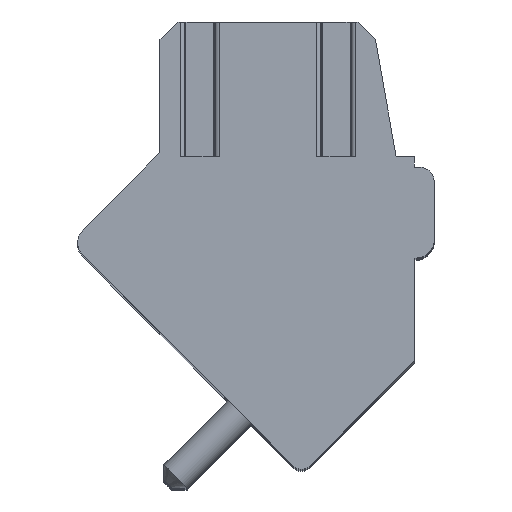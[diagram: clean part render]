
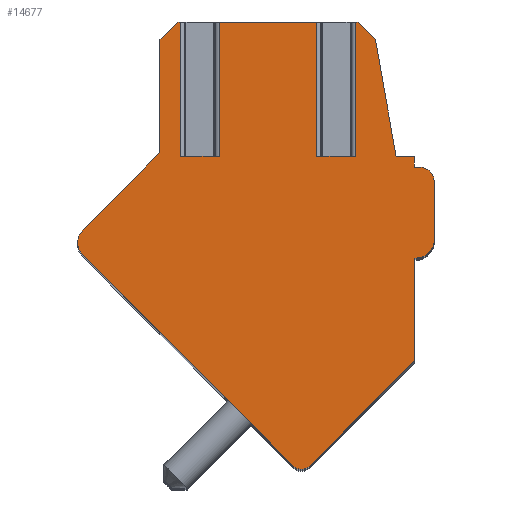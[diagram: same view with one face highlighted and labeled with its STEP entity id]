
A CAD part, top view. The second image highlights one B-rep face of the part: STEP entity #14677.
In plain terms, the highlighted planar face has unit normal (0, 0, 1).
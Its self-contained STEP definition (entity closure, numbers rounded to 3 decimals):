
#2127=DIRECTION('',(0.707,-0.707,0.));
#2128=VECTOR('',#2127,8.2);
#2129=CARTESIAN_POINT('',(-4.761,0.072,1.75));
#2130=LINE('',#2129,#2128);
#2434=DIRECTION('',(1.,0.,0.));
#2435=VECTOR('',#2434,1.07);
#2436=CARTESIAN_POINT('',(1.673,2.8,1.75));
#2437=LINE('',#2436,#2435);
#2438=DIRECTION('',(0.,1.,0.));
#2439=VECTOR('',#2438,3.7);
#2440=CARTESIAN_POINT('',(2.743,2.8,1.75));
#2441=LINE('',#2440,#2439);
#2442=DIRECTION('',(-1.,0.,0.));
#2443=VECTOR('',#2442,0.068);
#2444=CARTESIAN_POINT('',(2.811,6.5,1.75));
#2445=LINE('',#2444,#2443);
#2446=DIRECTION('',(-0.707,0.707,0.));
#2447=VECTOR('',#2446,0.677);
#2448=CARTESIAN_POINT('',(3.29,6.021,1.75));
#2449=LINE('',#2448,#2447);
#2450=DIRECTION('',(-0.174,0.985,0.));
#2451=VECTOR('',#2450,3.271);
#2452=CARTESIAN_POINT('',(3.858,2.8,1.75));
#2453=LINE('',#2452,#2451);
#2454=DIRECTION('',(-1.,0.,0.));
#2455=VECTOR('',#2454,0.5);
#2456=CARTESIAN_POINT('',(4.358,2.8,1.75));
#2457=LINE('',#2456,#2455);
#2458=DIRECTION('',(0.,1.,0.));
#2459=VECTOR('',#2458,0.3);
#2460=CARTESIAN_POINT('',(4.358,2.5,1.75));
#2461=LINE('',#2460,#2459);
#2462=DIRECTION('',(-1.,0.,0.));
#2463=VECTOR('',#2462,0.15);
#2464=CARTESIAN_POINT('',(4.508,2.5,1.75));
#2465=LINE('',#2464,#2463);
#2466=CARTESIAN_POINT('',(4.508,2.1,1.75));
#2467=DIRECTION('',(0.,0.,1.));
#2468=DIRECTION('',(1.,0.,0.));
#2469=AXIS2_PLACEMENT_3D('',#2466,#2467,#2468);
#2471=DIRECTION('',(0.,1.,0.));
#2472=VECTOR('',#2471,1.6);
#2473=CARTESIAN_POINT('',(4.908,0.5,1.75));
#2474=LINE('',#2473,#2472);
#2475=CARTESIAN_POINT('',(4.408,0.5,1.75));
#2476=DIRECTION('',(0.,0.,1.));
#2477=DIRECTION('',(0.,-1.,0.));
#2478=AXIS2_PLACEMENT_3D('',#2475,#2476,#2477);
#2480=DIRECTION('',(1.,0.,0.));
#2481=VECTOR('',#2480,0.05);
#2482=CARTESIAN_POINT('',(4.358,0.,1.75));
#2483=LINE('',#2482,#2481);
#2484=DIRECTION('',(0.,1.,0.));
#2485=VECTOR('',#2484,2.83);
#2486=CARTESIAN_POINT('',(4.358,-2.83,1.75));
#2487=LINE('',#2486,#2485);
#2488=DIRECTION('',(0.707,0.707,0.));
#2489=VECTOR('',#2488,4.096);
#2490=CARTESIAN_POINT('',(1.461,-5.727,1.75));
#2491=LINE('',#2490,#2489);
#2492=CARTESIAN_POINT('',(1.249,-5.515,1.75));
#2493=DIRECTION('',(0.,0.,1.));
#2494=DIRECTION('',(-0.707,-0.707,0.));
#2495=AXIS2_PLACEMENT_3D('',#2492,#2493,#2494);
#2497=CARTESIAN_POINT('',(-4.408,0.425,1.75));
#2498=DIRECTION('',(0.,0.,1.));
#2499=DIRECTION('',(-0.707,0.707,0.));
#2500=AXIS2_PLACEMENT_3D('',#2497,#2498,#2499);
#2502=DIRECTION('',(-0.707,-0.707,0.));
#2503=VECTOR('',#2502,2.997);
#2504=CARTESIAN_POINT('',(-2.642,2.898,1.75));
#2505=LINE('',#2504,#2503);
#2506=DIRECTION('',(0.,-1.,0.));
#2507=VECTOR('',#2506,3.111);
#2508=CARTESIAN_POINT('',(-2.642,6.009,1.75));
#2509=LINE('',#2508,#2507);
#2510=DIRECTION('',(-0.707,-0.707,0.));
#2511=VECTOR('',#2510,0.694);
#2512=CARTESIAN_POINT('',(-2.151,6.5,1.75));
#2513=LINE('',#2512,#2511);
#2514=DIRECTION('',(-1.,0.,0.));
#2515=VECTOR('',#2514,0.074);
#2516=CARTESIAN_POINT('',(-2.077,6.5,1.75));
#2517=LINE('',#2516,#2515);
#2518=DIRECTION('',(0.,1.,0.));
#2519=VECTOR('',#2518,3.7);
#2520=CARTESIAN_POINT('',(-2.077,2.8,1.75));
#2521=LINE('',#2520,#2519);
#2522=DIRECTION('',(1.,0.,0.));
#2523=VECTOR('',#2522,1.07);
#2524=CARTESIAN_POINT('',(-2.077,2.8,1.75));
#2525=LINE('',#2524,#2523);
#2526=DIRECTION('',(0.,1.,0.));
#2527=VECTOR('',#2526,3.7);
#2528=CARTESIAN_POINT('',(-1.007,2.8,1.75));
#2529=LINE('',#2528,#2527);
#2530=DIRECTION('',(-1.,0.,0.));
#2531=VECTOR('',#2530,2.68);
#2532=CARTESIAN_POINT('',(1.673,6.5,1.75));
#2533=LINE('',#2532,#2531);
#2534=DIRECTION('',(0.,1.,0.));
#2535=VECTOR('',#2534,3.7);
#2536=CARTESIAN_POINT('',(1.673,2.8,1.75));
#2537=LINE('',#2536,#2535);
#9098=CARTESIAN_POINT('',(1.673,2.8,1.75));
#9099=CARTESIAN_POINT('',(2.743,2.8,1.75));
#9100=VERTEX_POINT('',#9098);
#9101=VERTEX_POINT('',#9099);
#9102=CARTESIAN_POINT('',(2.743,6.5,1.75));
#9103=VERTEX_POINT('',#9102);
#9104=CARTESIAN_POINT('',(1.673,6.5,1.75));
#9105=VERTEX_POINT('',#9104);
#9118=CARTESIAN_POINT('',(-2.077,2.8,1.75));
#9119=CARTESIAN_POINT('',(-1.007,2.8,1.75));
#9120=VERTEX_POINT('',#9118);
#9121=VERTEX_POINT('',#9119);
#9122=CARTESIAN_POINT('',(-1.007,6.5,1.75));
#9123=VERTEX_POINT('',#9122);
#9124=CARTESIAN_POINT('',(-2.077,6.5,1.75));
#9125=VERTEX_POINT('',#9124);
#9216=CARTESIAN_POINT('',(1.037,-5.727,1.75));
#9217=CARTESIAN_POINT('',(1.461,-5.727,1.75));
#9218=VERTEX_POINT('',#9216);
#9219=VERTEX_POINT('',#9217);
#9220=CARTESIAN_POINT('',(4.358,-2.83,1.75));
#9221=VERTEX_POINT('',#9220);
#9222=CARTESIAN_POINT('',(4.358,0.,1.75));
#9223=VERTEX_POINT('',#9222);
#9224=CARTESIAN_POINT('',(4.408,0.,1.75));
#9225=VERTEX_POINT('',#9224);
#9226=CARTESIAN_POINT('',(4.908,0.5,1.75));
#9227=VERTEX_POINT('',#9226);
#9228=CARTESIAN_POINT('',(4.908,2.1,1.75));
#9229=VERTEX_POINT('',#9228);
#9230=CARTESIAN_POINT('',(4.508,2.5,1.75));
#9231=VERTEX_POINT('',#9230);
#9232=CARTESIAN_POINT('',(4.358,2.5,1.75));
#9233=VERTEX_POINT('',#9232);
#9234=CARTESIAN_POINT('',(4.358,2.8,1.75));
#9235=VERTEX_POINT('',#9234);
#9236=CARTESIAN_POINT('',(3.858,2.8,1.75));
#9237=VERTEX_POINT('',#9236);
#9238=CARTESIAN_POINT('',(3.29,6.021,1.75));
#9239=VERTEX_POINT('',#9238);
#9240=CARTESIAN_POINT('',(2.811,6.5,1.75));
#9241=VERTEX_POINT('',#9240);
#9242=CARTESIAN_POINT('',(-2.151,6.5,1.75));
#9243=CARTESIAN_POINT('',(-2.642,6.009,1.75));
#9244=VERTEX_POINT('',#9242);
#9245=VERTEX_POINT('',#9243);
#9246=CARTESIAN_POINT('',(-4.761,0.779,1.75));
#9247=CARTESIAN_POINT('',(-4.761,0.072,1.75));
#9248=VERTEX_POINT('',#9246);
#9249=VERTEX_POINT('',#9247);
#9254=CARTESIAN_POINT('',(-2.642,2.898,1.75));
#9256=VERTEX_POINT('',#9254);
#14634=CARTESIAN_POINT('',(0.,0.,1.75));
#14635=DIRECTION('',(0.,0.,1.));
#14636=DIRECTION('',(1.,0.,0.));
#14637=AXIS2_PLACEMENT_3D('',#14634,#14635,#14636);
#14638=PLANE('',#14637);
#14640=ORIENTED_EDGE('',*,*,#14639,.T.);
#14642=ORIENTED_EDGE('',*,*,#14641,.T.);
#14643=ORIENTED_EDGE('',*,*,#11817,.F.);
#14644=ORIENTED_EDGE('',*,*,#12039,.F.);
#14645=ORIENTED_EDGE('',*,*,#12053,.F.);
#14646=ORIENTED_EDGE('',*,*,#12067,.F.);
#14647=ORIENTED_EDGE('',*,*,#12160,.F.);
#14648=ORIENTED_EDGE('',*,*,#12176,.F.);
#14649=ORIENTED_EDGE('',*,*,#12841,.F.);
#14650=ORIENTED_EDGE('',*,*,#13003,.F.);
#14651=ORIENTED_EDGE('',*,*,#13165,.F.);
#14652=ORIENTED_EDGE('',*,*,#13327,.F.);
#14653=ORIENTED_EDGE('',*,*,#13496,.F.);
#14654=ORIENTED_EDGE('',*,*,#14211,.F.);
#14655=ORIENTED_EDGE('',*,*,#14381,.F.);
#14656=ORIENTED_EDGE('',*,*,#14262,.F.);
#14658=ORIENTED_EDGE('',*,*,#14657,.F.);
#14660=ORIENTED_EDGE('',*,*,#14659,.F.);
#14662=ORIENTED_EDGE('',*,*,#14661,.F.);
#14664=ORIENTED_EDGE('',*,*,#14663,.F.);
#14665=ORIENTED_EDGE('',*,*,#11849,.F.);
#14667=ORIENTED_EDGE('',*,*,#14666,.F.);
#14669=ORIENTED_EDGE('',*,*,#14668,.T.);
#14671=ORIENTED_EDGE('',*,*,#14670,.T.);
#14672=ORIENTED_EDGE('',*,*,#11833,.F.);
#14674=ORIENTED_EDGE('',*,*,#14673,.F.);
#14675=EDGE_LOOP('',(#14640,#14642,#14643,#14644,#14645,#14646,#14647,#14648,
#14649,#14650,#14651,#14652,#14653,#14654,#14655,#14656,#14658,#14660,#14662,
#14664,#14665,#14667,#14669,#14671,#14672,#14674));
#14676=FACE_OUTER_BOUND('',#14675,.F.);
#2470=CIRCLE('',#2469,0.4);
#2479=CIRCLE('',#2478,0.5);
#2496=CIRCLE('',#2495,0.3);
#2501=CIRCLE('',#2500,0.5);
#11817=EDGE_CURVE('',#9241,#9103,#2445,.T.);
#11833=EDGE_CURVE('',#9105,#9123,#2533,.T.);
#11849=EDGE_CURVE('',#9125,#9244,#2517,.T.);
#12039=EDGE_CURVE('',#9239,#9241,#2449,.T.);
#12053=EDGE_CURVE('',#9237,#9239,#2453,.T.);
#12067=EDGE_CURVE('',#9235,#9237,#2457,.T.);
#12160=EDGE_CURVE('',#9233,#9235,#2461,.T.);
#12176=EDGE_CURVE('',#9231,#9233,#2465,.T.);
#12841=EDGE_CURVE('',#9229,#9231,#2470,.T.);
#13003=EDGE_CURVE('',#9227,#9229,#2474,.T.);
#13165=EDGE_CURVE('',#9225,#9227,#2479,.T.);
#13327=EDGE_CURVE('',#9223,#9225,#2483,.T.);
#13496=EDGE_CURVE('',#9221,#9223,#2487,.T.);
#14211=EDGE_CURVE('',#9219,#9221,#2491,.T.);
#14262=EDGE_CURVE('',#9249,#9218,#2130,.T.);
#14381=EDGE_CURVE('',#9218,#9219,#2496,.T.);
#14639=EDGE_CURVE('',#9100,#9101,#2437,.T.);
#14641=EDGE_CURVE('',#9101,#9103,#2441,.T.);
#14657=EDGE_CURVE('',#9248,#9249,#2501,.T.);
#14659=EDGE_CURVE('',#9256,#9248,#2505,.T.);
#14661=EDGE_CURVE('',#9245,#9256,#2509,.T.);
#14663=EDGE_CURVE('',#9244,#9245,#2513,.T.);
#14666=EDGE_CURVE('',#9120,#9125,#2521,.T.);
#14668=EDGE_CURVE('',#9120,#9121,#2525,.T.);
#14670=EDGE_CURVE('',#9121,#9123,#2529,.T.);
#14673=EDGE_CURVE('',#9100,#9105,#2537,.T.);
#14677=ADVANCED_FACE('',(#14676),#14638,.T.);
